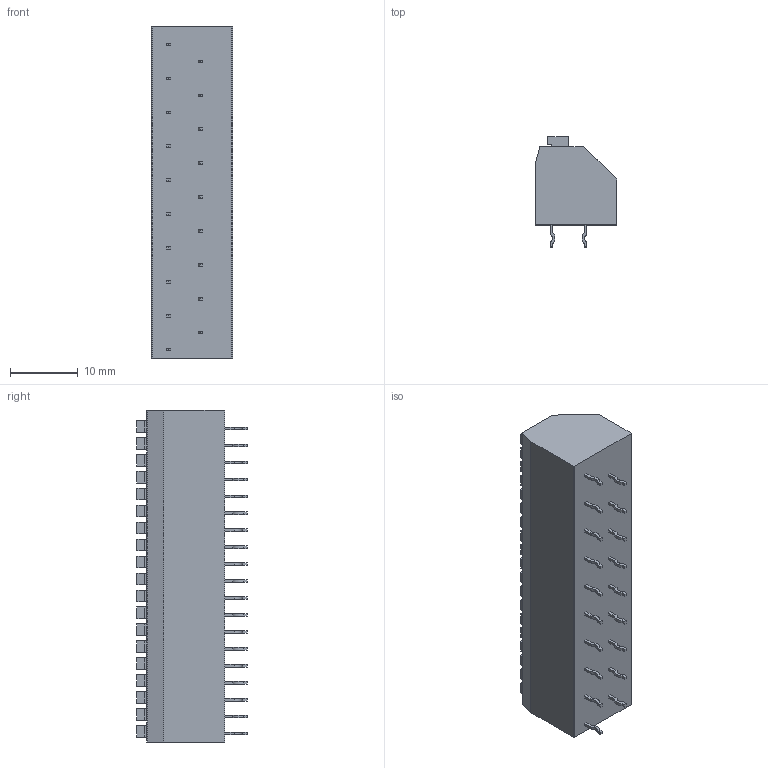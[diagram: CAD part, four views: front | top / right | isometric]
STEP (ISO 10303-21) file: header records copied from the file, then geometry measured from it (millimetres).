
FILE_DESCRIPTION((''),'2;1');
FILE_NAME('TLM-250','2024-09-27T11:34:47',('tluser'),(''),'CREO PARAMETRIC BY PTC INC, 2018100','CREO PARAMETRIC BY PTC INC, 2018100','');
FILE_SCHEMA(('CONFIG_CONTROL_DESIGN'));
Length unit declared in the file: millimetre
Products named in the file (1): TLM-250
Bounding box: 12 x 16.3 x 49 mm (x, y, z)
Volume: 5981.8 mm3; surface area: 3404 mm2
Topology: 1 solids, 1 shells, 413 faces, 1119 edges, 746 vertices
Faces by surface type: plane 331, cylinder 82
Entity records: 13086 total; most frequent: CARTESIAN_POINT 2506, ORIENTED_EDGE 2238, DIRECTION 2071, EDGE_CURVE 1119, VECTOR 955, LINE 955, VERTEX_POINT 746, AXIS2_PLACEMENT_3D 558
